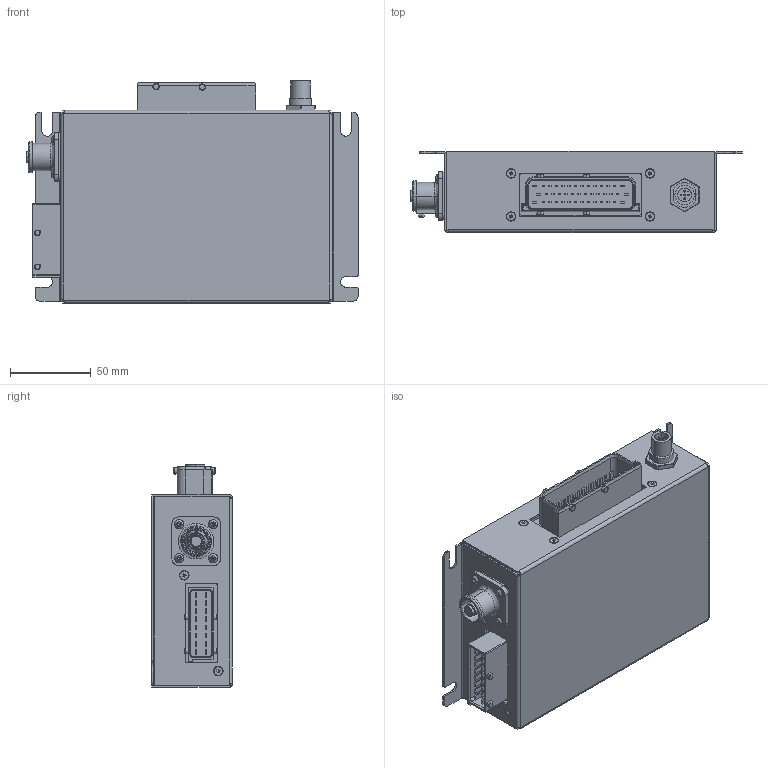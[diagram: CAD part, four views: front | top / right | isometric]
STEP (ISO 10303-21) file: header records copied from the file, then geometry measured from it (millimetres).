
FILE_DESCRIPTION (( 'STEP AP203' ), '1' );
FILE_NAME ('302260_CC27WP CAN0WU-CAN1WU-LIN-M-MI0-V7.STEP', '2024-02-14T14:10:27', ( '' ), ( '' ), 'SwSTEP 2.0', 'SolidWorks 2021', '' );
FILE_SCHEMA (( 'CONFIG_CONTROL_DESIGN' ));
Length unit declared in the file: millimetre
Products named in the file (17): 7461082 (rev1).stp; b18.3.5m - 3 x 0.5 x 8 socket fchs  -- 8n_B18.3.5M - 3 x 0.5 x 8 Socket FCHS  -- 8N; 502903_CONP M12 Sensorkabel 5 Pin; 1000022845_Vergussmasse; 20034_3_Powe_Piggy_rev-a; 302260_CC27WP CAN0WU-CAN1WU-LIN-M-MI0-V7; xxxxxxxxxxx_Mutter f黵 502903; 1000023042_Distanzscheibe Messing; 20034_powerdistributor_modular_rev_c.stp; 106113_1-967280-1.stp; SLPRBBPSB; c-0967280-11-g4-3d.stp; 502889_CASE V4A 1.4404 200x120x50 2xSTK PWR M12; COMPONENTS.stp; b18.3.4m - 3 x 0.5 x 3 sbhcs --n_B18.3.4M - 3 x 0.5 x 3 SBHCS --N; INDC4532X320N.stp; INDC5962X390N.stp
Assembly tree (24 placements, depth 5):
  302260_CC27WP CAN0WU-CAN1WU-LIN-M-MI0-V7
    502889_CASE V4A 1.4404 200x120x50 2xSTK PWR M12
    20034_powerdistributor_modular_rev_c.stp
      COMPONENTS.stp
        106113_1-967280-1.stp
          c-0967280-11-g4-3d.stp
        INDC4532X320N.stp
        INDC5962X390N.stp
    SLPRBBPSB
    7461082 (rev1).stp
    1000022845_Vergussmasse
    1000023042_Distanzscheibe Messing
    b18.3.5m - 3 x 0.5 x 8 socket fchs  -- 8n_B18.3.5M - 3 x 0.5 x 8 Socket FCHS  -- 8N  x6
    b18.3.4m - 3 x 0.5 x 3 sbhcs --n_B18.3.4M - 3 x 0.5 x 3 SBHCS --N  x4
    20034_3_Powe_Piggy_rev-a
    xxxxxxxxxxx_Mutter f黵 502903
    502903_CONP M12 Sensorkabel 5 Pin
Bounding box: 205.6 x 50 x 137.7 mm (x, y, z)
Volume: 835050.6 mm3; surface area: 246442.1 mm2
Topology: 60 solids, 86 shells, 3205 faces, 8370 edges, 5375 vertices
Faces by surface type: plane 2305, bspline 402, cylinder 338, cone 112, torus 30, sphere 18
Entity records: 98038 total; most frequent: CARTESIAN_POINT 25697, ORIENTED_EDGE 15670, DIRECTION 12327, EDGE_CURVE 7882, VECTOR 5727, LINE 5727, VERTEX_POINT 5105, EDGE_LOOP 3396
